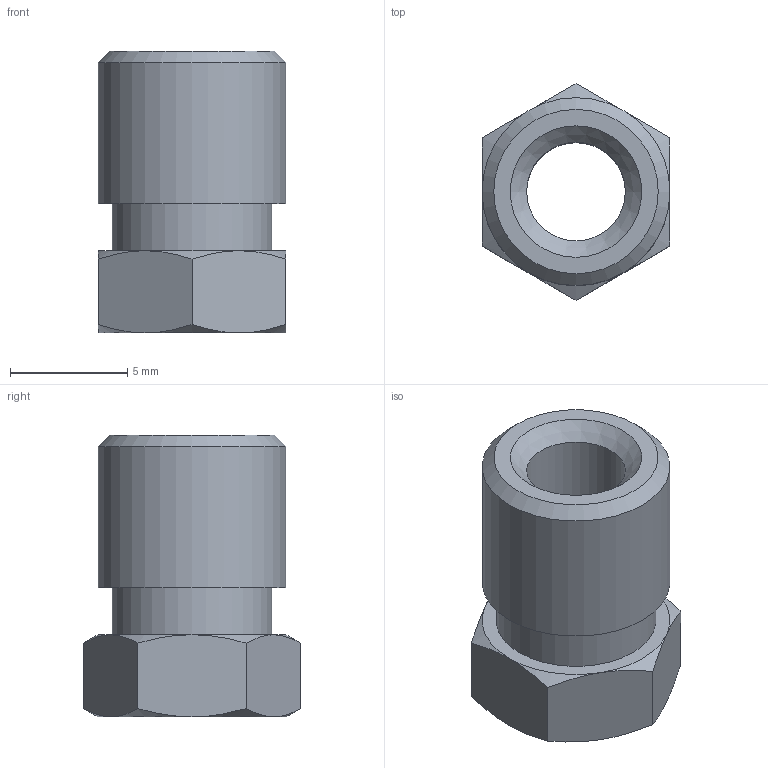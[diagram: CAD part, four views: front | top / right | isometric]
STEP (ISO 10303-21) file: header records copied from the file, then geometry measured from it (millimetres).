
FILE_DESCRIPTION (( 'STEP AP214' ), '1' );
FILE_NAME ('蚐奪諉芛CB4.STEP', '2018-12-18T01:05:17', ( '' ), ( '' ), 'SwSTEP 2.0', 'SolidWorks 2014', '' );
FILE_SCHEMA (( 'AUTOMOTIVE_DESIGN' ));
Length unit declared in the file: millimetre
Products named in the file (1): 蚐奪諉芛CB4
Bounding box: 8 x 9.24 x 12 mm (x, y, z)
Volume: 417.6 mm3; surface area: 551.3 mm2
Topology: 1 solids, 1 shells, 28 faces, 57 edges, 33 vertices
Faces by surface type: cone 15, plane 10, cylinder 3
Full cylindrical faces by diameter (mm): 4.2 x1, 6.8 x1, 8 x1
Entity records: 797 total; most frequent: CARTESIAN_POINT 217, DIRECTION 106, ORIENTED_EDGE 102, EDGE_CURVE 51, AXIS2_PLACEMENT_3D 50, EDGE_LOOP 38, VERTEX_POINT 33, FACE_OUTER_BOUND 31
